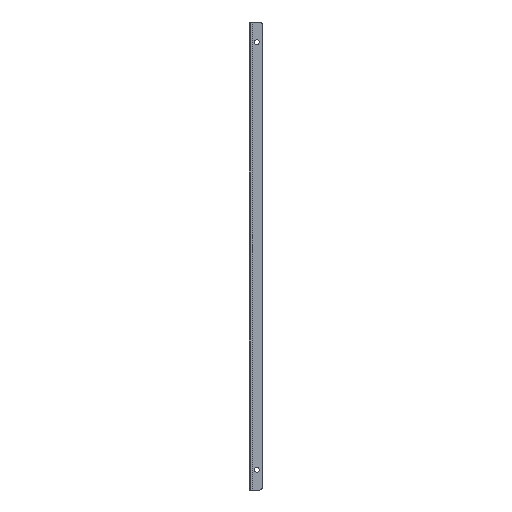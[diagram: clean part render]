
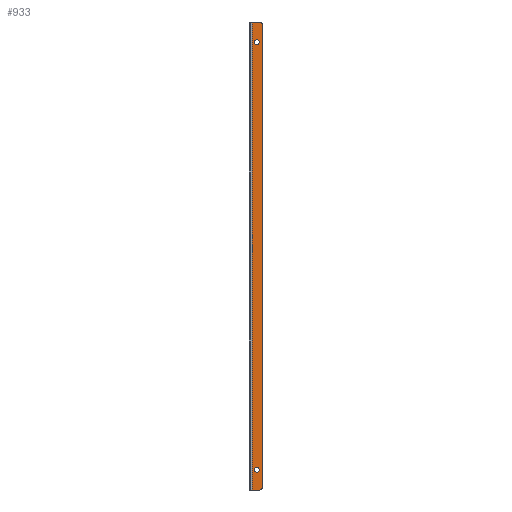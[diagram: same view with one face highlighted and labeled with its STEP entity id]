
A CAD part, left-side view. The second image highlights one B-rep face of the part: STEP entity #933.
In plain terms, the highlighted planar face has unit normal (-1, 0, 0).
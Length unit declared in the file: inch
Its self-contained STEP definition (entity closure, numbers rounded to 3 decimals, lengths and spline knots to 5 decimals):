
#112 = CARTESIAN_POINT ( 'NONE',  ( -42.916, 0., 8.6875 ) ) ;
#142 = CARTESIAN_POINT ( 'NONE',  ( -42.916, -0.28, -7.9375 ) ) ;
#365 = ORIENTED_EDGE ( 'NONE', *, *, #4356, .F. ) ;
#382 = VERTEX_POINT ( 'NONE', #1171 ) ;
#397 = ORIENTED_EDGE ( 'NONE', *, *, #2957, .T. ) ;
#417 = LINE ( 'NONE', #4685, #4611 ) ;
#465 = EDGE_LOOP ( 'NONE', ( #365, #2679, #3784, #4779, #2133, #397 ) ) ;
#504 = CIRCLE ( 'NONE', #4174, 0.094 ) ;
#514 = DIRECTION ( 'NONE',  ( 1., 0., 0. ) ) ;
#553 = DIRECTION ( 'NONE',  ( -1., 0., 0. ) ) ;
#672 = VERTEX_POINT ( 'NONE', #1571 ) ;
#834 = LINE ( 'NONE', #4189, #5089 ) ;
#879 = DIRECTION ( 'NONE',  ( 0., 0., -1. ) ) ;
#914 = ORIENTED_EDGE ( 'NONE', *, *, #2442, .T. ) ;
#918 = LINE ( 'NONE', #1836, #2841 ) ;
#933 = ADVANCED_FACE ( 'NONE', ( #3245, #2289, #4038 ), #3700, .F. ) ;
#1002 = DIRECTION ( 'NONE',  ( 0., 0., -1. ) ) ;
#1050 = EDGE_CURVE ( 'NONE', #4652, #1192, #5339, .T. ) ;
#1171 = CARTESIAN_POINT ( 'NONE',  ( -42.916, -0.28, -7.8435 ) ) ;
#1192 = VERTEX_POINT ( 'NONE', #1217 ) ;
#1217 = CARTESIAN_POINT ( 'NONE',  ( -42.916, -0.28, 7.8435 ) ) ;
#1235 = EDGE_CURVE ( 'NONE', #3961, #5558, #4406, .T. ) ;
#1304 = EDGE_LOOP ( 'NONE', ( #914, #3973 ) ) ;
#1362 = DIRECTION ( 'NONE',  ( 0., -1., 0. ) ) ;
#1457 = EDGE_LOOP ( 'NONE', ( #4103, #3918 ) ) ;
#1544 = AXIS2_PLACEMENT_3D ( 'NONE', #5305, #1875, #879 ) ;
#1571 = CARTESIAN_POINT ( 'NONE',  ( -42.916, -0.112, -8.6875 ) ) ;
#1728 = DIRECTION ( 'NONE',  ( 0., -1., 0. ) ) ;
#1828 = VERTEX_POINT ( 'NONE', #1914 ) ;
#1836 = CARTESIAN_POINT ( 'NONE',  ( -42.916, -0.112, -8.6875 ) ) ;
#1875 = DIRECTION ( 'NONE',  ( 1., 0., 0. ) ) ;
#1914 = CARTESIAN_POINT ( 'NONE',  ( -42.916, -0.112, 8.6875 ) ) ;
#2009 = CARTESIAN_POINT ( 'NONE',  ( -42.916, -0.375, 8.6875 ) ) ;
#2066 = CARTESIAN_POINT ( 'NONE',  ( -42.916, -0.5, 8.5625 ) ) ;
#2071 = CIRCLE ( 'NONE', #5444, 0.125 ) ;
#2133 = ORIENTED_EDGE ( 'NONE', *, *, #1235, .F. ) ;
#2225 = EDGE_CURVE ( 'NONE', #672, #3117, #918, .T. ) ;
#2289 = FACE_BOUND ( 'NONE', #1304, .T. ) ;
#2358 = CARTESIAN_POINT ( 'NONE',  ( -42.916, -0.375, -8.6875 ) ) ;
#2426 = VERTEX_POINT ( 'NONE', #2009 ) ;
#2442 = EDGE_CURVE ( 'NONE', #382, #5388, #4919, .T. ) ;
#2448 = AXIS2_PLACEMENT_3D ( 'NONE', #2724, #4905, #2952 ) ;
#2588 = DIRECTION ( 'NONE',  ( 0., -1., 0. ) ) ;
#2679 = ORIENTED_EDGE ( 'NONE', *, *, #3645, .F. ) ;
#2703 = VECTOR ( 'NONE', #4360, 39.37008 ) ;
#2709 = CARTESIAN_POINT ( 'NONE',  ( -42.916, -0.375, 8.5625 ) ) ;
#2724 = CARTESIAN_POINT ( 'NONE',  ( -42.916, -0.28, -7.9375 ) ) ;
#2841 = VECTOR ( 'NONE', #1728, 39.37008 ) ;
#2891 = AXIS2_PLACEMENT_3D ( 'NONE', #112, #514, #4067 ) ;
#2931 = DIRECTION ( 'NONE',  ( 1., 0., 0. ) ) ;
#2933 = DIRECTION ( 'NONE',  ( 0., 0., 1. ) ) ;
#2952 = DIRECTION ( 'NONE',  ( 0., 0., 1. ) ) ;
#2957 = EDGE_CURVE ( 'NONE', #3961, #2426, #4287, .T. ) ;
#2980 = EDGE_CURVE ( 'NONE', #1192, #4652, #4006, .T. ) ;
#3117 = VERTEX_POINT ( 'NONE', #2358 ) ;
#3213 = DIRECTION ( 'NONE',  ( 0., 0., -1. ) ) ;
#3245 = FACE_BOUND ( 'NONE', #1457, .T. ) ;
#3351 = AXIS2_PLACEMENT_3D ( 'NONE', #4613, #2931, #5498 ) ;
#3355 = CARTESIAN_POINT ( 'NONE',  ( -42.916, -0.5, -8.5625 ) ) ;
#3645 = EDGE_CURVE ( 'NONE', #672, #1828, #834, .T. ) ;
#3675 = CARTESIAN_POINT ( 'NONE',  ( -42.916, -0.28, 8.0315 ) ) ;
#3700 = PLANE ( 'NONE',  #2891 ) ;
#3784 = ORIENTED_EDGE ( 'NONE', *, *, #2225, .T. ) ;
#3869 = EDGE_CURVE ( 'NONE', #3117, #5558, #2071, .T. ) ;
#3918 = ORIENTED_EDGE ( 'NONE', *, *, #2980, .T. ) ;
#3961 = VERTEX_POINT ( 'NONE', #2066 ) ;
#3973 = ORIENTED_EDGE ( 'NONE', *, *, #5069, .T. ) ;
#4006 = CIRCLE ( 'NONE', #1544, 0.094 ) ;
#4038 = FACE_OUTER_BOUND ( 'NONE', #465, .T. ) ;
#4067 = DIRECTION ( 'NONE',  ( 0., -1., 0. ) ) ;
#4103 = ORIENTED_EDGE ( 'NONE', *, *, #1050, .T. ) ;
#4174 = AXIS2_PLACEMENT_3D ( 'NONE', #142, #4954, #1002 ) ;
#4189 = CARTESIAN_POINT ( 'NONE',  ( -42.916, -0.112, -8.6875 ) ) ;
#4287 = CIRCLE ( 'NONE', #5018, 0.125 ) ;
#4356 = EDGE_CURVE ( 'NONE', #1828, #2426, #417, .T. ) ;
#4360 = DIRECTION ( 'NONE',  ( 0., 0., -1. ) ) ;
#4406 = LINE ( 'NONE', #5611, #2703 ) ;
#4611 = VECTOR ( 'NONE', #2588, 39.37008 ) ;
#4613 = CARTESIAN_POINT ( 'NONE',  ( -42.916, -0.28, 7.9375 ) ) ;
#4652 = VERTEX_POINT ( 'NONE', #3675 ) ;
#4685 = CARTESIAN_POINT ( 'NONE',  ( -42.916, -0.112, 8.6875 ) ) ;
#4779 = ORIENTED_EDGE ( 'NONE', *, *, #3869, .T. ) ;
#4905 = DIRECTION ( 'NONE',  ( 1., 0., 0. ) ) ;
#4919 = CIRCLE ( 'NONE', #2448, 0.094 ) ;
#4954 = DIRECTION ( 'NONE',  ( 1., 0., 0. ) ) ;
#4983 = CARTESIAN_POINT ( 'NONE',  ( -42.916, -0.375, -8.5625 ) ) ;
#5018 = AXIS2_PLACEMENT_3D ( 'NONE', #2709, #553, #1362 ) ;
#5069 = EDGE_CURVE ( 'NONE', #5388, #382, #504, .T. ) ;
#5089 = VECTOR ( 'NONE', #2933, 39.37008 ) ;
#5305 = CARTESIAN_POINT ( 'NONE',  ( -42.916, -0.28, 7.9375 ) ) ;
#5339 = CIRCLE ( 'NONE', #3351, 0.094 ) ;
#5348 = DIRECTION ( 'NONE',  ( -1., 0., 0. ) ) ;
#5388 = VERTEX_POINT ( 'NONE', #5425 ) ;
#5425 = CARTESIAN_POINT ( 'NONE',  ( -42.916, -0.28, -8.0315 ) ) ;
#5444 = AXIS2_PLACEMENT_3D ( 'NONE', #4983, #5348, #3213 ) ;
#5498 = DIRECTION ( 'NONE',  ( 0., 0., 1. ) ) ;
#5558 = VERTEX_POINT ( 'NONE', #3355 ) ;
#5611 = CARTESIAN_POINT ( 'NONE',  ( -42.916, -0.5, 8.5625 ) ) ;
